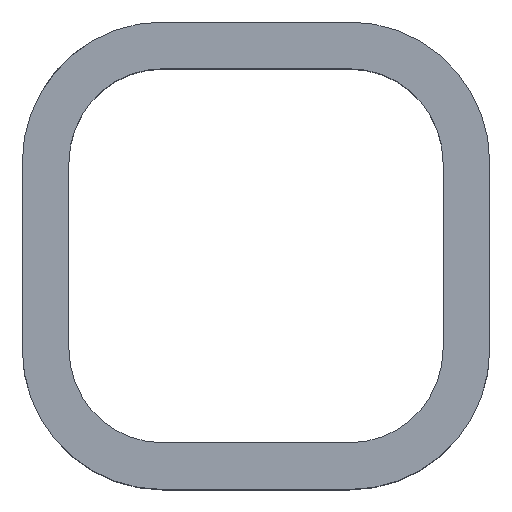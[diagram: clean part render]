
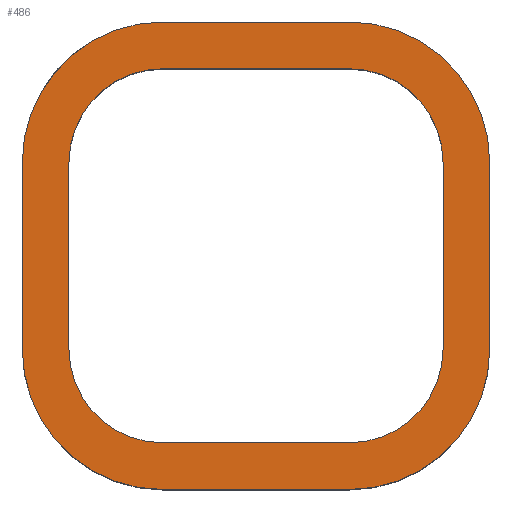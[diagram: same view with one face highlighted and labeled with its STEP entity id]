
A CAD part, top view. The second image highlights one B-rep face of the part: STEP entity #486.
In plain terms, the highlighted planar face has unit normal (0, 0, 1).
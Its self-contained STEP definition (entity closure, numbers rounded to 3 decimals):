
#1 = ORIENTED_EDGE ( 'NONE', *, *, #449, .F. ) ;
#4 = FACE_OUTER_BOUND ( 'NONE', #516, .T. ) ;
#13 = CARTESIAN_POINT ( 'NONE',  ( -2.5, 2.5, 3. ) ) ;
#14 = CARTESIAN_POINT ( 'NONE',  ( -2.5, -1., 3. ) ) ;
#21 = AXIS2_PLACEMENT_3D ( 'NONE', #67, #604, #366 ) ;
#26 = EDGE_CURVE ( 'NONE', #206, #639, #89, .T. ) ;
#32 = CARTESIAN_POINT ( 'NONE',  ( -2.5, -2.5, 3. ) ) ;
#46 = AXIS2_PLACEMENT_3D ( 'NONE', #770, #221, #587 ) ;
#47 = CIRCLE ( 'NONE', #586, 1.5 ) ;
#57 = DIRECTION ( 'NONE',  ( 0., 0., 1. ) ) ;
#59 = AXIS2_PLACEMENT_3D ( 'NONE', #278, #582, #467 ) ;
#67 = CARTESIAN_POINT ( 'NONE',  ( 1., 1., 3. ) ) ;
#75 = VECTOR ( 'NONE', #252, 1000. ) ;
#77 = CIRCLE ( 'NONE', #182, 1. ) ;
#78 = CARTESIAN_POINT ( 'NONE',  ( -1., -2.5, 3. ) ) ;
#85 = ORIENTED_EDGE ( 'NONE', *, *, #173, .F. ) ;
#89 = LINE ( 'NONE', #400, #367 ) ;
#103 = CARTESIAN_POINT ( 'NONE',  ( -2., 1., 3. ) ) ;
#115 = ORIENTED_EDGE ( 'NONE', *, *, #152, .T. ) ;
#120 = EDGE_CURVE ( 'NONE', #533, #639, #576, .T. ) ;
#125 = ORIENTED_EDGE ( 'NONE', *, *, #417, .T. ) ;
#126 = CARTESIAN_POINT ( 'NONE',  ( 0., 0., 3. ) ) ;
#127 = CARTESIAN_POINT ( 'NONE',  ( -2., 2., 3. ) ) ;
#131 = ORIENTED_EDGE ( 'NONE', *, *, #452, .T. ) ;
#141 = CARTESIAN_POINT ( 'NONE',  ( 2., -1., 3. ) ) ;
#144 = DIRECTION ( 'NONE',  ( 1., 0., 0. ) ) ;
#152 = EDGE_CURVE ( 'NONE', #206, #352, #288, .T. ) ;
#156 = AXIS2_PLACEMENT_3D ( 'NONE', #519, #464, #638 ) ;
#161 = EDGE_CURVE ( 'NONE', #547, #769, #710, .T. ) ;
#173 = EDGE_CURVE ( 'NONE', #533, #471, #174, .T. ) ;
#174 = LINE ( 'NONE', #704, #561 ) ;
#180 = VECTOR ( 'NONE', #266, 1000. ) ;
#181 = LINE ( 'NONE', #559, #75 ) ;
#182 = AXIS2_PLACEMENT_3D ( 'NONE', #696, #393, #622 ) ;
#188 = FACE_BOUND ( 'NONE', #522, .T. ) ;
#193 = EDGE_CURVE ( 'NONE', #231, #286, #496, .T. ) ;
#206 = VERTEX_POINT ( 'NONE', #479 ) ;
#211 = CARTESIAN_POINT ( 'NONE',  ( -1., 2., 3. ) ) ;
#221 = DIRECTION ( 'NONE',  ( 0., 0., -1. ) ) ;
#223 = EDGE_CURVE ( 'NONE', #653, #471, #354, .T. ) ;
#225 = DIRECTION ( 'NONE',  ( 1., 0., 0. ) ) ;
#231 = VERTEX_POINT ( 'NONE', #14 ) ;
#232 = CARTESIAN_POINT ( 'NONE',  ( -1., 1., 3. ) ) ;
#233 = ORIENTED_EDGE ( 'NONE', *, *, #235, .T. ) ;
#235 = EDGE_CURVE ( 'NONE', #726, #547, #419, .T. ) ;
#239 = LINE ( 'NONE', #244, #645 ) ;
#241 = DIRECTION ( 'NONE',  ( 0., 0., 1. ) ) ;
#244 = CARTESIAN_POINT ( 'NONE',  ( -2., 2., 3. ) ) ;
#252 = DIRECTION ( 'NONE',  ( 0., 1., 0. ) ) ;
#264 = CARTESIAN_POINT ( 'NONE',  ( 1., -2., 3. ) ) ;
#266 = DIRECTION ( 'NONE',  ( 1., 0., 0. ) ) ;
#269 = DIRECTION ( 'NONE',  ( -1., 0., 0. ) ) ;
#277 = VECTOR ( 'NONE', #478, 1000. ) ;
#278 = CARTESIAN_POINT ( 'NONE',  ( -1., -1., 3. ) ) ;
#283 = EDGE_CURVE ( 'NONE', #653, #428, #721, .T. ) ;
#286 = VERTEX_POINT ( 'NONE', #78 ) ;
#288 = CIRCLE ( 'NONE', #59, 1. ) ;
#289 = DIRECTION ( 'NONE',  ( 1., 0., 0. ) ) ;
#291 = VERTEX_POINT ( 'NONE', #307 ) ;
#292 = CARTESIAN_POINT ( 'NONE',  ( 1., -2.5, 3. ) ) ;
#306 = EDGE_CURVE ( 'NONE', #769, #291, #444, .T. ) ;
#307 = CARTESIAN_POINT ( 'NONE',  ( -2.5, 1., 3. ) ) ;
#316 = CARTESIAN_POINT ( 'NONE',  ( 2., 1., 3. ) ) ;
#322 = VERTEX_POINT ( 'NONE', #292 ) ;
#327 = LINE ( 'NONE', #32, #180 ) ;
#329 = CARTESIAN_POINT ( 'NONE',  ( 1., -1., 3. ) ) ;
#346 = ORIENTED_EDGE ( 'NONE', *, *, #223, .T. ) ;
#350 = CARTESIAN_POINT ( 'NONE',  ( 2.5, 1., 3. ) ) ;
#352 = VERTEX_POINT ( 'NONE', #403 ) ;
#354 = CIRCLE ( 'NONE', #21, 1. ) ;
#355 = CARTESIAN_POINT ( 'NONE',  ( 1., 1., 3. ) ) ;
#366 = DIRECTION ( 'NONE',  ( 1., 0., 0. ) ) ;
#367 = VECTOR ( 'NONE', #225, 1000. ) ;
#380 = CARTESIAN_POINT ( 'NONE',  ( 1., 2., 3. ) ) ;
#389 = ORIENTED_EDGE ( 'NONE', *, *, #501, .T. ) ;
#391 = ORIENTED_EDGE ( 'NONE', *, *, #646, .T. ) ;
#393 = DIRECTION ( 'NONE',  ( 0., 0., -1. ) ) ;
#400 = CARTESIAN_POINT ( 'NONE',  ( -2., -2., 3. ) ) ;
#403 = CARTESIAN_POINT ( 'NONE',  ( -2., -1., 3. ) ) ;
#417 = EDGE_CURVE ( 'NONE', #286, #322, #327, .T. ) ;
#419 = CIRCLE ( 'NONE', #620, 1.5 ) ;
#428 = VERTEX_POINT ( 'NONE', #211 ) ;
#431 = DIRECTION ( 'NONE',  ( 0., 0., 1. ) ) ;
#444 = CIRCLE ( 'NONE', #564, 1.5 ) ;
#446 = ORIENTED_EDGE ( 'NONE', *, *, #26, .F. ) ;
#449 = EDGE_CURVE ( 'NONE', #760, #352, #239, .T. ) ;
#452 = EDGE_CURVE ( 'NONE', #291, #231, #603, .T. ) ;
#464 = DIRECTION ( 'NONE',  ( 0., 0., 1. ) ) ;
#467 = DIRECTION ( 'NONE',  ( 1., 0., 0. ) ) ;
#471 = VERTEX_POINT ( 'NONE', #316 ) ;
#473 = DIRECTION ( 'NONE',  ( -1., 0., 0. ) ) ;
#478 = DIRECTION ( 'NONE',  ( 0., -1., 0. ) ) ;
#479 = CARTESIAN_POINT ( 'NONE',  ( -1., -2., 3. ) ) ;
#486 = ADVANCED_FACE ( 'NONE', ( #4, #188 ), #494, .T. ) ;
#487 = CARTESIAN_POINT ( 'NONE',  ( -1., 2.5, 3. ) ) ;
#488 = ORIENTED_EDGE ( 'NONE', *, *, #120, .T. ) ;
#494 = PLANE ( 'NONE',  #775 ) ;
#496 = CIRCLE ( 'NONE', #156, 1.5 ) ;
#501 = EDGE_CURVE ( 'NONE', #648, #726, #181, .T. ) ;
#516 = EDGE_LOOP ( 'NONE', ( #131, #612, #125, #391, #389, #233, #702, #588 ) ) ;
#519 = CARTESIAN_POINT ( 'NONE',  ( -1., -1., 3. ) ) ;
#522 = EDGE_LOOP ( 'NONE', ( #766, #346, #85, #488, #446, #115, #1, #665 ) ) ;
#529 = CARTESIAN_POINT ( 'NONE',  ( -2.5, 2.5, 3. ) ) ;
#533 = VERTEX_POINT ( 'NONE', #141 ) ;
#543 = DIRECTION ( 'NONE',  ( 1., 0., 0. ) ) ;
#547 = VERTEX_POINT ( 'NONE', #666 ) ;
#551 = VECTOR ( 'NONE', #473, 1000. ) ;
#559 = CARTESIAN_POINT ( 'NONE',  ( 2.5, 2.5, 3. ) ) ;
#561 = VECTOR ( 'NONE', #701, 1000. ) ;
#564 = AXIS2_PLACEMENT_3D ( 'NONE', #232, #57, #289 ) ;
#576 = CIRCLE ( 'NONE', #46, 1. ) ;
#577 = CARTESIAN_POINT ( 'NONE',  ( 2.5, -1., 3. ) ) ;
#582 = DIRECTION ( 'NONE',  ( 0., 0., -1. ) ) ;
#586 = AXIS2_PLACEMENT_3D ( 'NONE', #329, #743, #144 ) ;
#587 = DIRECTION ( 'NONE',  ( 1., 0., 0. ) ) ;
#588 = ORIENTED_EDGE ( 'NONE', *, *, #306, .T. ) ;
#603 = LINE ( 'NONE', #13, #277 ) ;
#604 = DIRECTION ( 'NONE',  ( 0., 0., -1. ) ) ;
#612 = ORIENTED_EDGE ( 'NONE', *, *, #193, .T. ) ;
#613 = DIRECTION ( 'NONE',  ( 0., -1., 0. ) ) ;
#620 = AXIS2_PLACEMENT_3D ( 'NONE', #355, #241, #543 ) ;
#622 = DIRECTION ( 'NONE',  ( 1., 0., 0. ) ) ;
#638 = DIRECTION ( 'NONE',  ( 1., 0., 0. ) ) ;
#639 = VERTEX_POINT ( 'NONE', #264 ) ;
#645 = VECTOR ( 'NONE', #613, 1000. ) ;
#646 = EDGE_CURVE ( 'NONE', #322, #648, #47, .T. ) ;
#648 = VERTEX_POINT ( 'NONE', #577 ) ;
#651 = EDGE_CURVE ( 'NONE', #760, #428, #77, .T. ) ;
#653 = VERTEX_POINT ( 'NONE', #380 ) ;
#665 = ORIENTED_EDGE ( 'NONE', *, *, #651, .T. ) ;
#666 = CARTESIAN_POINT ( 'NONE',  ( 1., 2.5, 3. ) ) ;
#696 = CARTESIAN_POINT ( 'NONE',  ( -1., 1., 3. ) ) ;
#701 = DIRECTION ( 'NONE',  ( 0., 1., 0. ) ) ;
#702 = ORIENTED_EDGE ( 'NONE', *, *, #161, .T. ) ;
#704 = CARTESIAN_POINT ( 'NONE',  ( 2., 2., 3. ) ) ;
#710 = LINE ( 'NONE', #529, #737 ) ;
#718 = DIRECTION ( 'NONE',  ( 1., 0., 0. ) ) ;
#721 = LINE ( 'NONE', #127, #551 ) ;
#726 = VERTEX_POINT ( 'NONE', #350 ) ;
#737 = VECTOR ( 'NONE', #269, 1000. ) ;
#743 = DIRECTION ( 'NONE',  ( 0., 0., 1. ) ) ;
#760 = VERTEX_POINT ( 'NONE', #103 ) ;
#766 = ORIENTED_EDGE ( 'NONE', *, *, #283, .F. ) ;
#769 = VERTEX_POINT ( 'NONE', #487 ) ;
#770 = CARTESIAN_POINT ( 'NONE',  ( 1., -1., 3. ) ) ;
#775 = AXIS2_PLACEMENT_3D ( 'NONE', #126, #431, #718 ) ;
